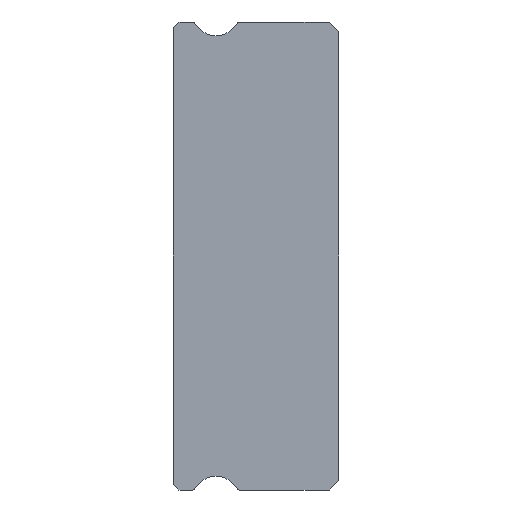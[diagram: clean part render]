
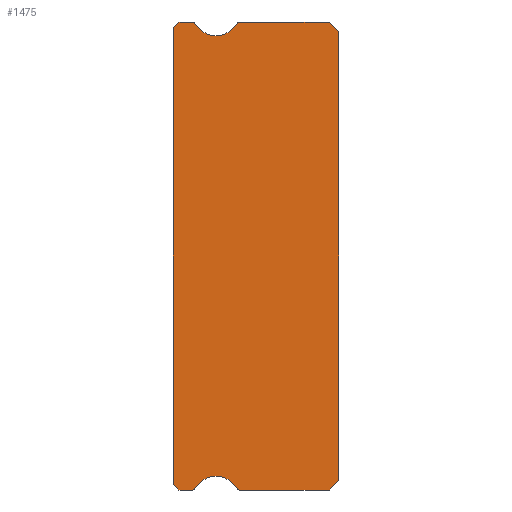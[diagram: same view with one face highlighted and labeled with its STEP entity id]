
A CAD part, left-side view. The second image highlights one B-rep face of the part: STEP entity #1475.
In plain terms, the highlighted planar face has unit normal (-1, 0, 0).
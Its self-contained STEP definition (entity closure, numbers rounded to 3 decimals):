
#7 = VECTOR ( 'NONE', #37, 1000. ) ;
#21 = CARTESIAN_POINT ( 'NONE',  ( -20., 7.512, 12. ) ) ;
#29 = EDGE_CURVE ( 'NONE', #41, #830, #474, .T. ) ;
#37 = DIRECTION ( 'NONE',  ( 0., 0.707, -0.707 ) ) ;
#41 = VERTEX_POINT ( 'NONE', #2219 ) ;
#45 = LINE ( 'NONE', #844, #949 ) ;
#77 = VECTOR ( 'NONE', #486, 1000. ) ;
#82 = VERTEX_POINT ( 'NONE', #898 ) ;
#92 = DIRECTION ( 'NONE',  ( 0., 1., 0. ) ) ;
#104 = DIRECTION ( 'NONE',  ( -1., 0., 0. ) ) ;
#142 = CARTESIAN_POINT ( 'NONE',  ( -20., 7.512, -12. ) ) ;
#147 = CARTESIAN_POINT ( 'NONE',  ( -20., 6.3, 11.3 ) ) ;
#184 = ORIENTED_EDGE ( 'NONE', *, *, #1796, .F. ) ;
#199 = VECTOR ( 'NONE', #92, 1000. ) ;
#221 = CARTESIAN_POINT ( 'NONE',  ( -20., 8.5, 11.7 ) ) ;
#234 = CARTESIAN_POINT ( 'NONE',  ( -20., 7.383, 11.925 ) ) ;
#259 = AXIS2_PLACEMENT_3D ( 'NONE', #1309, #2400, #695 ) ;
#288 = CARTESIAN_POINT ( 'NONE',  ( -20., 7.512, 11.85 ) ) ;
#289 = DIRECTION ( 'NONE',  ( 1., 0., 0. ) ) ;
#291 = LINE ( 'NONE', #1621, #199 ) ;
#297 = EDGE_CURVE ( 'NONE', #998, #1269, #1705, .T. ) ;
#372 = VERTEX_POINT ( 'NONE', #408 ) ;
#390 = CARTESIAN_POINT ( 'NONE',  ( -20., 8.2, -12. ) ) ;
#395 = VECTOR ( 'NONE', #1366, 1000. ) ;
#408 = CARTESIAN_POINT ( 'NONE',  ( -20., 8.2, 12. ) ) ;
#412 = VECTOR ( 'NONE', #468, 1000. ) ;
#419 = VERTEX_POINT ( 'NONE', #234 ) ;
#445 = CARTESIAN_POINT ( 'NONE',  ( -20., 0., 11.5 ) ) ;
#468 = DIRECTION ( 'NONE',  ( 0., -1., 0. ) ) ;
#474 = LINE ( 'NONE', #445, #77 ) ;
#477 = CARTESIAN_POINT ( 'NONE',  ( -20., 0., -11.5 ) ) ;
#478 = VECTOR ( 'NONE', #1698, 1000. ) ;
#486 = DIRECTION ( 'NONE',  ( 0., 0., 1. ) ) ;
#496 = DIRECTION ( 'NONE',  ( 1., 0., 0. ) ) ;
#505 = CARTESIAN_POINT ( 'NONE',  ( -20., 8.2, -12. ) ) ;
#510 = CARTESIAN_POINT ( 'NONE',  ( -20., 5.088, -11.85 ) ) ;
#542 = EDGE_CURVE ( 'NONE', #2709, #1419, #2715, .T. ) ;
#612 = EDGE_CURVE ( 'NONE', #2391, #1372, #1894, .T. ) ;
#615 = CARTESIAN_POINT ( 'NONE',  ( -20., 5.088, -12. ) ) ;
#624 = DIRECTION ( 'NONE',  ( 0., 0., -1. ) ) ;
#635 = VERTEX_POINT ( 'NONE', #2153 ) ;
#646 = DIRECTION ( 'NONE',  ( 0., -1., 0. ) ) ;
#647 = ORIENTED_EDGE ( 'NONE', *, *, #2713, .F. ) ;
#683 = PLANE ( 'NONE',  #932 ) ;
#695 = DIRECTION ( 'NONE',  ( 0., 0., -1. ) ) ;
#735 = DIRECTION ( 'NONE',  ( 0., 0., -1. ) ) ;
#758 = VERTEX_POINT ( 'NONE', #221 ) ;
#780 = EDGE_CURVE ( 'NONE', #1701, #2709, #1084, .T. ) ;
#790 = DIRECTION ( 'NONE',  ( 0., -0.707, -0.707 ) ) ;
#796 = VERTEX_POINT ( 'NONE', #2600 ) ;
#822 = EDGE_CURVE ( 'NONE', #1419, #2391, #903, .T. ) ;
#830 = VERTEX_POINT ( 'NONE', #1970 ) ;
#844 = CARTESIAN_POINT ( 'NONE',  ( -20., 0.5, 12. ) ) ;
#854 = ORIENTED_EDGE ( 'NONE', *, *, #873, .F. ) ;
#873 = EDGE_CURVE ( 'NONE', #2459, #830, #45, .T. ) ;
#874 = ORIENTED_EDGE ( 'NONE', *, *, #2052, .F. ) ;
#886 = DIRECTION ( 'NONE',  ( 1., 0., 0. ) ) ;
#898 = CARTESIAN_POINT ( 'NONE',  ( -20., 7.512, 12. ) ) ;
#903 = CIRCLE ( 'NONE', #259, 1.25 ) ;
#915 = ORIENTED_EDGE ( 'NONE', *, *, #542, .F. ) ;
#932 = AXIS2_PLACEMENT_3D ( 'NONE', #1943, #2369, #624 ) ;
#933 = EDGE_CURVE ( 'NONE', #998, #758, #1256, .T. ) ;
#938 = CARTESIAN_POINT ( 'NONE',  ( -20., 6.3, 12.55 ) ) ;
#947 = AXIS2_PLACEMENT_3D ( 'NONE', #510, #289, #2671 ) ;
#949 = VECTOR ( 'NONE', #2764, 1000. ) ;
#987 = AXIS2_PLACEMENT_3D ( 'NONE', #1707, #2778, #1068 ) ;
#998 = VERTEX_POINT ( 'NONE', #2748 ) ;
#1022 = DIRECTION ( 'NONE',  ( 0., 0., -1. ) ) ;
#1068 = DIRECTION ( 'NONE',  ( 0., 0., -1. ) ) ;
#1084 = LINE ( 'NONE', #2187, #395 ) ;
#1146 = CARTESIAN_POINT ( 'NONE',  ( -20., 8.5, 11.7 ) ) ;
#1169 = EDGE_CURVE ( 'NONE', #41, #1701, #1317, .T. ) ;
#1227 = ORIENTED_EDGE ( 'NONE', *, *, #1694, .T. ) ;
#1250 = CARTESIAN_POINT ( 'NONE',  ( -20., 6.3, 12.55 ) ) ;
#1256 = LINE ( 'NONE', #1494, #478 ) ;
#1257 = CARTESIAN_POINT ( 'NONE',  ( -20., 5.088, 11.85 ) ) ;
#1269 = VERTEX_POINT ( 'NONE', #505 ) ;
#1277 = CARTESIAN_POINT ( 'NONE',  ( -20., 7.512, -12. ) ) ;
#1309 = CARTESIAN_POINT ( 'NONE',  ( -20., 6.3, -12.55 ) ) ;
#1317 = LINE ( 'NONE', #477, #7 ) ;
#1319 = LINE ( 'NONE', #1277, #2363 ) ;
#1366 = DIRECTION ( 'NONE',  ( 0., 1., 0. ) ) ;
#1372 = VERTEX_POINT ( 'NONE', #142 ) ;
#1419 = VERTEX_POINT ( 'NONE', #2289 ) ;
#1457 = VECTOR ( 'NONE', #1986, 1000. ) ;
#1475 = ADVANCED_FACE ( 'NONE', ( #1508 ), #683, .F. ) ;
#1494 = CARTESIAN_POINT ( 'NONE',  ( -20., 8.5, 11.85 ) ) ;
#1503 = EDGE_LOOP ( 'NONE', ( #1540, #2263, #1867, #2466, #1729, #915, #2543, #1512, #2622, #854, #1935, #647, #184, #2673, #874, #2568, #1227 ) ) ;
#1508 = FACE_OUTER_BOUND ( 'NONE', #1503, .T. ) ;
#1512 = ORIENTED_EDGE ( 'NONE', *, *, #1169, .F. ) ;
#1540 = ORIENTED_EDGE ( 'NONE', *, *, #933, .F. ) ;
#1621 = CARTESIAN_POINT ( 'NONE',  ( -20., 8.2, 12. ) ) ;
#1624 = EDGE_CURVE ( 'NONE', #82, #372, #291, .T. ) ;
#1689 = AXIS2_PLACEMENT_3D ( 'NONE', #288, #496, #2642 ) ;
#1694 = EDGE_CURVE ( 'NONE', #372, #758, #2433, .T. ) ;
#1698 = DIRECTION ( 'NONE',  ( 0., 0., 1. ) ) ;
#1701 = VERTEX_POINT ( 'NONE', #2447 ) ;
#1705 = LINE ( 'NONE', #390, #2221 ) ;
#1707 = CARTESIAN_POINT ( 'NONE',  ( -20., 7.512, -11.85 ) ) ;
#1729 = ORIENTED_EDGE ( 'NONE', *, *, #822, .F. ) ;
#1740 = CARTESIAN_POINT ( 'NONE',  ( -20., 7.383, -11.925 ) ) ;
#1796 = EDGE_CURVE ( 'NONE', #2724, #635, #2653, .T. ) ;
#1798 = CARTESIAN_POINT ( 'NONE',  ( -20., 0.5, 12. ) ) ;
#1867 = ORIENTED_EDGE ( 'NONE', *, *, #2380, .T. ) ;
#1894 = CIRCLE ( 'NONE', #987, 0.15 ) ;
#1935 = ORIENTED_EDGE ( 'NONE', *, *, #2441, .F. ) ;
#1943 = CARTESIAN_POINT ( 'NONE',  ( -20., 7.512, 11.85 ) ) ;
#1970 = CARTESIAN_POINT ( 'NONE',  ( -20., 0., 11.5 ) ) ;
#1986 = DIRECTION ( 'NONE',  ( 0., 0.707, -0.707 ) ) ;
#2022 = LINE ( 'NONE', #21, #412 ) ;
#2052 = EDGE_CURVE ( 'NONE', #82, #419, #2502, .T. ) ;
#2111 = EDGE_CURVE ( 'NONE', #419, #2724, #2551, .T. ) ;
#2153 = CARTESIAN_POINT ( 'NONE',  ( -20., 5.217, 11.925 ) ) ;
#2173 = AXIS2_PLACEMENT_3D ( 'NONE', #1257, #886, #2404 ) ;
#2187 = CARTESIAN_POINT ( 'NONE',  ( -20., 7.512, -12. ) ) ;
#2219 = CARTESIAN_POINT ( 'NONE',  ( -20., 0., -11.5 ) ) ;
#2221 = VECTOR ( 'NONE', #790, 1000. ) ;
#2263 = ORIENTED_EDGE ( 'NONE', *, *, #297, .T. ) ;
#2283 = AXIS2_PLACEMENT_3D ( 'NONE', #1250, #104, #1022 ) ;
#2289 = CARTESIAN_POINT ( 'NONE',  ( -20., 5.217, -11.925 ) ) ;
#2363 = VECTOR ( 'NONE', #646, 1000. ) ;
#2369 = DIRECTION ( 'NONE',  ( 1., 0., 0. ) ) ;
#2380 = EDGE_CURVE ( 'NONE', #1269, #1372, #1319, .T. ) ;
#2391 = VERTEX_POINT ( 'NONE', #1740 ) ;
#2400 = DIRECTION ( 'NONE',  ( -1., 0., 0. ) ) ;
#2404 = DIRECTION ( 'NONE',  ( 0., 0., -1. ) ) ;
#2433 = LINE ( 'NONE', #1146, #1457 ) ;
#2441 = EDGE_CURVE ( 'NONE', #796, #2459, #2022, .T. ) ;
#2447 = CARTESIAN_POINT ( 'NONE',  ( -20., 0.5, -12. ) ) ;
#2459 = VERTEX_POINT ( 'NONE', #1798 ) ;
#2466 = ORIENTED_EDGE ( 'NONE', *, *, #612, .F. ) ;
#2467 = DIRECTION ( 'NONE',  ( -1., 0., 0. ) ) ;
#2502 = CIRCLE ( 'NONE', #1689, 0.15 ) ;
#2543 = ORIENTED_EDGE ( 'NONE', *, *, #780, .F. ) ;
#2551 = CIRCLE ( 'NONE', #2831, 1.25 ) ;
#2568 = ORIENTED_EDGE ( 'NONE', *, *, #1624, .T. ) ;
#2600 = CARTESIAN_POINT ( 'NONE',  ( -20., 5.088, 12. ) ) ;
#2622 = ORIENTED_EDGE ( 'NONE', *, *, #29, .T. ) ;
#2642 = DIRECTION ( 'NONE',  ( 0., 0., -1. ) ) ;
#2653 = CIRCLE ( 'NONE', #2283, 1.25 ) ;
#2671 = DIRECTION ( 'NONE',  ( 0., 0., -1. ) ) ;
#2673 = ORIENTED_EDGE ( 'NONE', *, *, #2111, .F. ) ;
#2709 = VERTEX_POINT ( 'NONE', #615 ) ;
#2713 = EDGE_CURVE ( 'NONE', #635, #796, #2767, .T. ) ;
#2715 = CIRCLE ( 'NONE', #947, 0.15 ) ;
#2724 = VERTEX_POINT ( 'NONE', #147 ) ;
#2748 = CARTESIAN_POINT ( 'NONE',  ( -20., 8.5, -11.7 ) ) ;
#2764 = DIRECTION ( 'NONE',  ( 0., -0.707, -0.707 ) ) ;
#2767 = CIRCLE ( 'NONE', #2173, 0.15 ) ;
#2778 = DIRECTION ( 'NONE',  ( 1., 0., 0. ) ) ;
#2831 = AXIS2_PLACEMENT_3D ( 'NONE', #938, #2467, #735 ) ;
